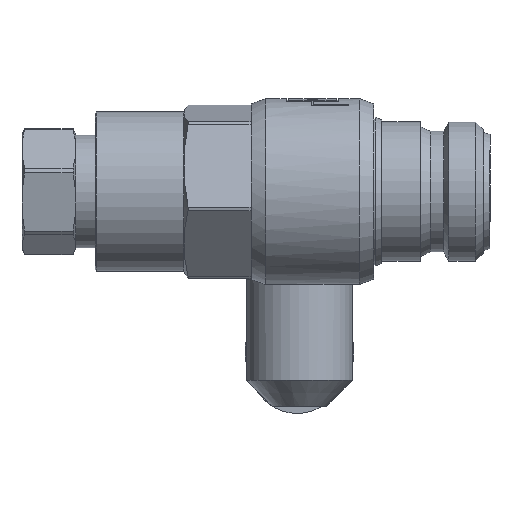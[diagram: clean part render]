
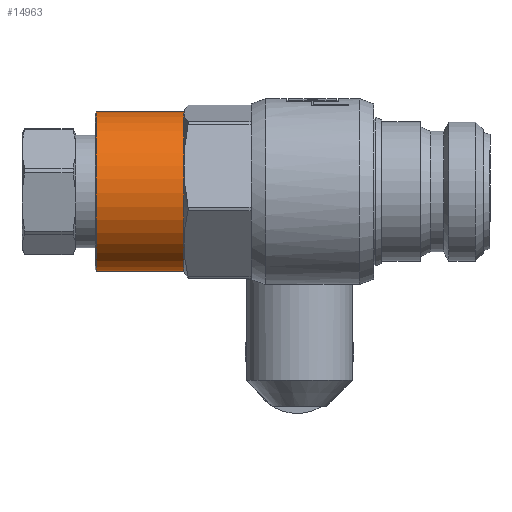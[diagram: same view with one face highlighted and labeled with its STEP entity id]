
A CAD part, left-side view. The second image highlights one B-rep face of the part: STEP entity #14963.
In plain terms, the highlighted cylindrical face has radius 12 mm (diameter 24 mm), a full revolution.
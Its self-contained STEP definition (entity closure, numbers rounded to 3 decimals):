
#14273=CARTESIAN_POINT('',(-10.392,46.1,6.));
#14274=VERTEX_POINT('',#14273);
#14297=CARTESIAN_POINT('',(0.,46.1,12.));
#14298=VERTEX_POINT('',#14297);
#14312=CARTESIAN_POINT('',(0.,46.1,0.0));
#14313=DIRECTION('',(0.0,1.0,0.0));
#14314=DIRECTION('',(1.0,0.0,0.0));
#14315=AXIS2_PLACEMENT_3D('',#14312,#14313,#14314);
#14316=CIRCLE('',#14315,12.);
#14317=EDGE_CURVE('',#14274,#14298,#14316,.T.);
#14329=CARTESIAN_POINT('',(-10.392,46.1,-6.));
#14330=VERTEX_POINT('',#14329);
#14366=CARTESIAN_POINT('',(0.,46.1,0.0));
#14367=DIRECTION('',(0.0,1.0,0.0));
#14368=DIRECTION('',(1.0,0.0,0.0));
#14369=AXIS2_PLACEMENT_3D('',#14366,#14367,#14368);
#14370=CIRCLE('',#14369,12.);
#14371=EDGE_CURVE('',#14330,#14274,#14370,.T.);
#14396=CARTESIAN_POINT('',(0.,46.1,-12.));
#14397=VERTEX_POINT('',#14396);
#14398=CARTESIAN_POINT('',(0.,46.1,0.0));
#14399=DIRECTION('',(0.0,1.0,0.0));
#14400=DIRECTION('',(1.0,0.0,0.0));
#14401=AXIS2_PLACEMENT_3D('',#14398,#14399,#14400);
#14402=CIRCLE('',#14401,12.);
#14403=EDGE_CURVE('',#14397,#14330,#14402,.T.);
#14450=CARTESIAN_POINT('',(10.392,46.1,-6.));
#14451=VERTEX_POINT('',#14450);
#14452=CARTESIAN_POINT('',(0.,46.1,0.0));
#14453=DIRECTION('',(0.0,1.0,0.0));
#14454=DIRECTION('',(1.0,0.0,0.0));
#14455=AXIS2_PLACEMENT_3D('',#14452,#14453,#14454);
#14456=CIRCLE('',#14455,12.);
#14457=EDGE_CURVE('',#14451,#14397,#14456,.T.);
#14504=CARTESIAN_POINT('',(10.392,46.1,6.));
#14505=VERTEX_POINT('',#14504);
#14506=CARTESIAN_POINT('',(0.,46.1,0.0));
#14507=DIRECTION('',(0.0,1.0,0.0));
#14508=DIRECTION('',(1.0,0.0,0.0));
#14509=AXIS2_PLACEMENT_3D('',#14506,#14507,#14508);
#14510=CIRCLE('',#14509,12.);
#14511=EDGE_CURVE('',#14505,#14451,#14510,.T.);
#14558=CARTESIAN_POINT('',(0.,46.1,0.0));
#14559=DIRECTION('',(0.0,1.0,0.0));
#14560=DIRECTION('',(1.0,0.0,0.0));
#14561=AXIS2_PLACEMENT_3D('',#14558,#14559,#14560);
#14562=CIRCLE('',#14561,12.);
#14563=EDGE_CURVE('',#14298,#14505,#14562,.T.);
#14926=CARTESIAN_POINT('',(12.,59.3,0.));
#14927=VERTEX_POINT('',#14926);
#14928=CARTESIAN_POINT('',(0.,59.3,0.0));
#14929=DIRECTION('',(0.0,1.0,0.0));
#14930=DIRECTION('',(-1.0,0.0,0.0));
#14931=AXIS2_PLACEMENT_3D('',#14928,#14929,#14930);
#14932=CIRCLE('',#14931,12.);
#14933=EDGE_CURVE('',#14927,#14927,#14932,.T.);
#14947=CARTESIAN_POINT('',(0.,47.75,0.0));
#14948=DIRECTION('',(0.,-1.0,0.0));
#14949=DIRECTION('',(1.0,0.0,0.0));
#14950=AXIS2_PLACEMENT_3D('',#14947,#14948,#14949);
#14951=CYLINDRICAL_SURFACE('',#14950,12.);
#14952=ORIENTED_EDGE('',*,*,#14511,.T.);
#14953=ORIENTED_EDGE('',*,*,#14457,.T.);
#14954=ORIENTED_EDGE('',*,*,#14403,.T.);
#14955=ORIENTED_EDGE('',*,*,#14371,.T.);
#14956=ORIENTED_EDGE('',*,*,#14317,.T.);
#14957=ORIENTED_EDGE('',*,*,#14563,.T.);
#14958=EDGE_LOOP('',(#14952,#14953,#14954,#14955,#14956,#14957));
#14959=FACE_OUTER_BOUND('',#14958,.T.);
#14960=ORIENTED_EDGE('',*,*,#14933,.F.);
#14961=EDGE_LOOP('',(#14960));
#14962=FACE_BOUND('',#14961,.T.);
#14963=ADVANCED_FACE('',(#14959,#14962),#14951,.T.);
